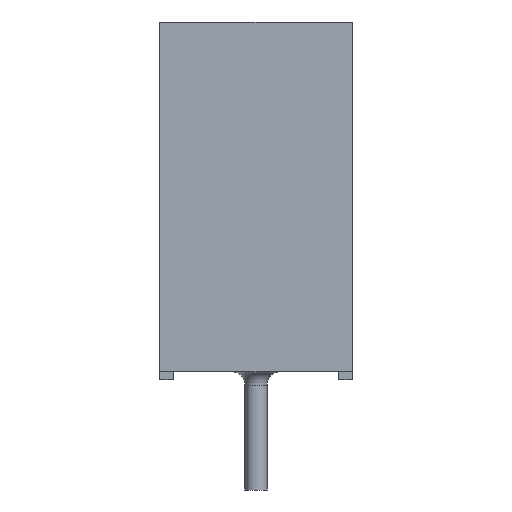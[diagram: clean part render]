
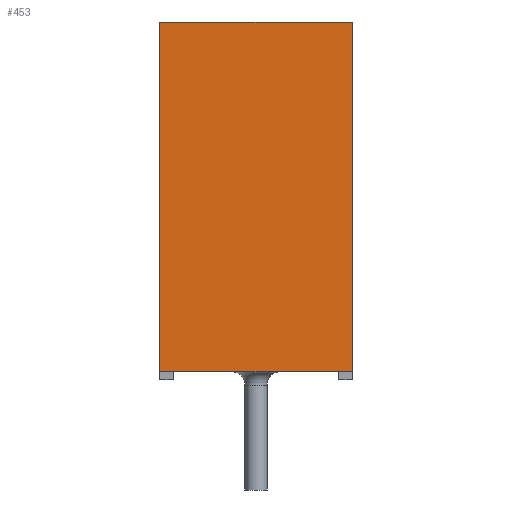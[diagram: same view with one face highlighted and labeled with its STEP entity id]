
A CAD part, left-side view. The second image highlights one B-rep face of the part: STEP entity #453.
In plain terms, the highlighted planar face has unit normal (-1, 0, 0).
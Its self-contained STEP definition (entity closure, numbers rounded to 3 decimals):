
#453 = ADVANCED_FACE( '', ( #1054 ), #1055, .F. );
#1054 = FACE_OUTER_BOUND( '', #1806, .T. );
#1055 = PLANE( '', #1807 );
#1806 = EDGE_LOOP( '', ( #3515, #3516, #3517, #3518 ) );
#1807 = AXIS2_PLACEMENT_3D( '', #3519, #3520, #3521 );
#3515 = ORIENTED_EDGE( '', *, *, #5469, .T. );
#3516 = ORIENTED_EDGE( '', *, *, #5470, .F. );
#3517 = ORIENTED_EDGE( '', *, *, #5257, .F. );
#3518 = ORIENTED_EDGE( '', *, *, #5369, .T. );
#3519 = CARTESIAN_POINT( '', ( -9., -3.5, 6.35 ) );
#3520 = DIRECTION( '', ( 1., 0., 0. ) );
#3521 = DIRECTION( '', ( 0., 0., -1. ) );
#5257 = EDGE_CURVE( '', #6276, #6277, #6278, .T. );
#5369 = EDGE_CURVE( '', #6276, #6451, #6453, .T. );
#5469 = EDGE_CURVE( '', #6451, #6585, #6586, .T. );
#5470 = EDGE_CURVE( '', #6277, #6585, #6587, .T. );
#6276 = VERTEX_POINT( '', #8464 );
#6277 = VERTEX_POINT( '', #8465 );
#6278 = LINE( '', #8466, #8467 );
#6451 = VERTEX_POINT( '', #8977 );
#6453 = LINE( '', #8980, #8981 );
#6585 = VERTEX_POINT( '', #9279 );
#6586 = LINE( '', #9280, #9281 );
#6587 = LINE( '', #9282, #9283 );
#8464 = CARTESIAN_POINT( '', ( -9., -3.5, 6.35 ) );
#8465 = CARTESIAN_POINT( '', ( -9., -3.5, -6.35 ) );
#8466 = CARTESIAN_POINT( '', ( -9., -3.5, 6.35 ) );
#8467 = VECTOR( '', #10293, 1000. );
#8977 = CARTESIAN_POINT( '', ( -9., 3.5, 6.35 ) );
#8980 = CARTESIAN_POINT( '', ( -9., -3.5, 6.35 ) );
#8981 = VECTOR( '', #10365, 1000. );
#9279 = CARTESIAN_POINT( '', ( -9., 3.5, -6.35 ) );
#9280 = CARTESIAN_POINT( '', ( -9., 3.5, 6.35 ) );
#9281 = VECTOR( '', #10419, 1000. );
#9282 = CARTESIAN_POINT( '', ( -9., -3.5, -6.35 ) );
#9283 = VECTOR( '', #10420, 1000. );
#10293 = DIRECTION( '', ( 0., 0., -1. ) );
#10365 = DIRECTION( '', ( 0., 1., 0. ) );
#10419 = DIRECTION( '', ( 0., 0., -1. ) );
#10420 = DIRECTION( '', ( 0., 1., 0. ) );
